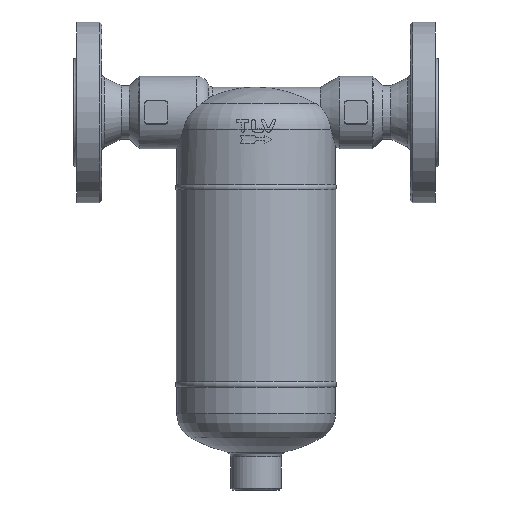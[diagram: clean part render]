
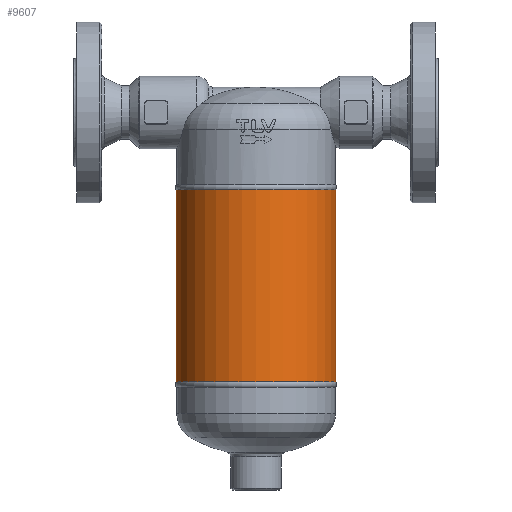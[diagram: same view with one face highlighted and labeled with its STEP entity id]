
A CAD part, front view. The second image highlights one B-rep face of the part: STEP entity #9607.
In plain terms, the highlighted cylindrical face has radius 50.8 mm (diameter 101.6 mm), a full revolution.
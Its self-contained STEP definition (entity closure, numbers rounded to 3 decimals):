
#9326=CARTESIAN_POINT('',(-50.8,0.,-123.739));
#9327=VERTEX_POINT('',#9326);
#9328=CARTESIAN_POINT('',(0.,0.0,-123.739));
#9329=DIRECTION('',(0.0,0.0,-1.0));
#9330=DIRECTION('',(1.0,0.0,0.0));
#9331=AXIS2_PLACEMENT_3D('',#9328,#9329,#9330);
#9332=CIRCLE('',#9331,50.8);
#9333=EDGE_CURVE('',#9327,#9327,#9332,.T.);
#9343=CARTESIAN_POINT('',(-50.8,0.,-1.761));
#9344=VERTEX_POINT('',#9343);
#9345=CARTESIAN_POINT('',(0.,0.0,-1.761));
#9346=DIRECTION('',(0.0,0.0,1.0));
#9347=DIRECTION('',(1.0,0.0,0.0));
#9348=AXIS2_PLACEMENT_3D('',#9345,#9346,#9347);
#9349=CIRCLE('',#9348,50.8);
#9350=EDGE_CURVE('',#9344,#9344,#9349,.T.);
#9596=CARTESIAN_POINT('',(0.,0.0,0.));
#9597=DIRECTION('',(0.,0.0,-1.0));
#9598=DIRECTION('',(1.0,0.0,0.0));
#9599=AXIS2_PLACEMENT_3D('',#9596,#9597,#9598);
#9600=CYLINDRICAL_SURFACE('',#9599,50.8);
#9601=ORIENTED_EDGE('',*,*,#9350,.F.);
#9602=EDGE_LOOP('',(#9601));
#9603=FACE_OUTER_BOUND('',#9602,.T.);
#9604=ORIENTED_EDGE('',*,*,#9333,.F.);
#9605=EDGE_LOOP('',(#9604));
#9606=FACE_BOUND('',#9605,.T.);
#9607=ADVANCED_FACE('',(#9603,#9606),#9600,.T.);
